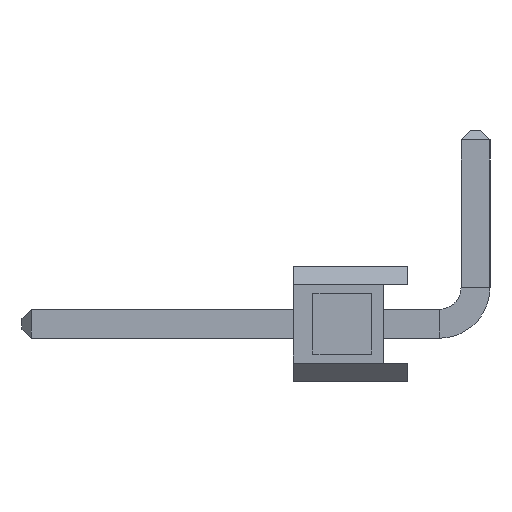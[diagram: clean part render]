
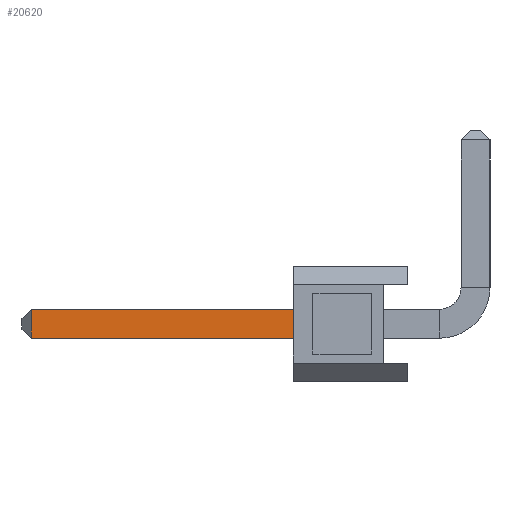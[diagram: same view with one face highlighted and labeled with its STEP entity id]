
A CAD part, left-side view. The second image highlights one B-rep face of the part: STEP entity #20620.
In plain terms, the highlighted planar face has unit normal (-1, 0, 0).
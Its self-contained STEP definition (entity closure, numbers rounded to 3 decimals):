
#68 = EDGE_LOOP ( 'NONE', ( #38375, #9587, #32752, #39838 ) ) ;
#1966 = DIRECTION ( 'NONE',  ( 0., 0., 1. ) ) ;
#2799 = CARTESIAN_POINT ( 'NONE',  ( -0.32, 8.34, -0.32 ) ) ;
#3138 = VECTOR ( 'NONE', #35831, 1000. ) ;
#6480 = CARTESIAN_POINT ( 'NONE',  ( -0.32, -0.7, 0.32 ) ) ;
#6735 = VERTEX_POINT ( 'NONE', #2799 ) ;
#7171 = CARTESIAN_POINT ( 'NONE',  ( -0.32, -0.7, -0.32 ) ) ;
#7657 = PLANE ( 'NONE',  #24792 ) ;
#9467 = DIRECTION ( 'NONE',  ( 0., 1., 0. ) ) ;
#9554 = VECTOR ( 'NONE', #39371, 1000. ) ;
#9587 = ORIENTED_EDGE ( 'NONE', *, *, #22800, .T. ) ;
#9644 = LINE ( 'NONE', #6480, #11536 ) ;
#11027 = DIRECTION ( 'NONE',  ( -1., 0., 0. ) ) ;
#11536 = VECTOR ( 'NONE', #9467, 1000. ) ;
#16917 = CARTESIAN_POINT ( 'NONE',  ( -0.32, 2.54, -0.32 ) ) ;
#17319 = CARTESIAN_POINT ( 'NONE',  ( -0.32, -0.7, -0.32 ) ) ;
#17776 = CARTESIAN_POINT ( 'NONE',  ( -0.32, 2.54, 0. ) ) ;
#20620 = ADVANCED_FACE ( 'NONE', ( #33546 ), #7657, .T. ) ;
#21086 = CARTESIAN_POINT ( 'NONE',  ( -0.32, 8.34, -0.32 ) ) ;
#21618 = LINE ( 'NONE', #7171, #35103 ) ;
#22549 = VERTEX_POINT ( 'NONE', #16917 ) ;
#22800 = EDGE_CURVE ( 'NONE', #32293, #6735, #35515, .T. ) ;
#22891 = DIRECTION ( 'NONE',  ( 0., 1., 0. ) ) ;
#23625 = EDGE_CURVE ( 'NONE', #22549, #6735, #21618, .T. ) ;
#24792 = AXIS2_PLACEMENT_3D ( 'NONE', #17319, #11027, #1966 ) ;
#27211 = LINE ( 'NONE', #17776, #3138 ) ;
#29349 = VERTEX_POINT ( 'NONE', #36784 ) ;
#32293 = VERTEX_POINT ( 'NONE', #37788 ) ;
#32752 = ORIENTED_EDGE ( 'NONE', *, *, #23625, .F. ) ;
#33546 = FACE_OUTER_BOUND ( 'NONE', #68, .T. ) ;
#34292 = EDGE_CURVE ( 'NONE', #29349, #22549, #27211, .T. ) ;
#35103 = VECTOR ( 'NONE', #22891, 1000. ) ;
#35515 = LINE ( 'NONE', #21086, #9554 ) ;
#35831 = DIRECTION ( 'NONE',  ( 0., 0., -1. ) ) ;
#36784 = CARTESIAN_POINT ( 'NONE',  ( -0.32, 2.54, 0.32 ) ) ;
#37788 = CARTESIAN_POINT ( 'NONE',  ( -0.32, 8.34, 0.32 ) ) ;
#38375 = ORIENTED_EDGE ( 'NONE', *, *, #38557, .T. ) ;
#38557 = EDGE_CURVE ( 'NONE', #29349, #32293, #9644, .T. ) ;
#39371 = DIRECTION ( 'NONE',  ( 0., 0., -1. ) ) ;
#39838 = ORIENTED_EDGE ( 'NONE', *, *, #34292, .F. ) ;
